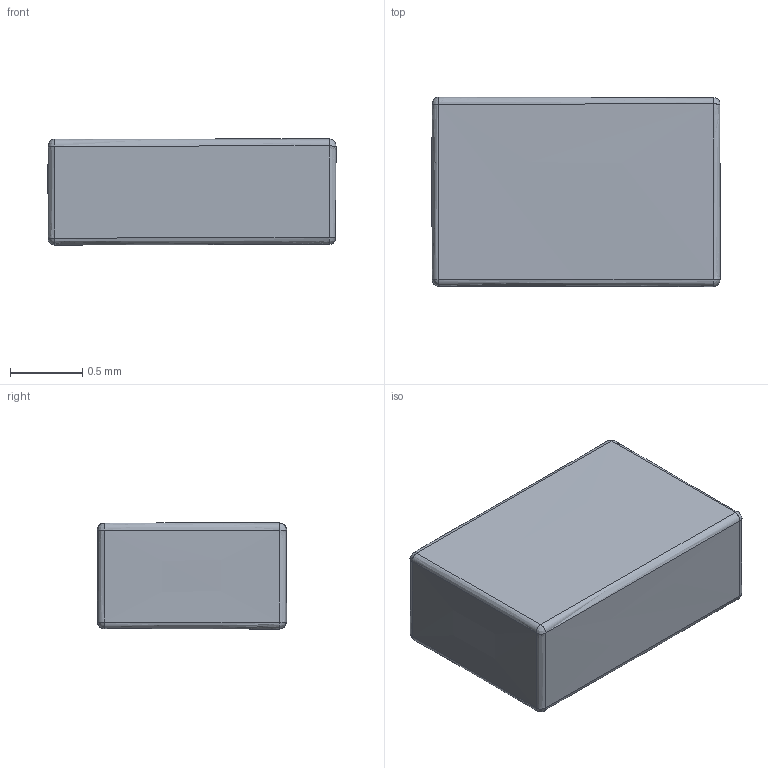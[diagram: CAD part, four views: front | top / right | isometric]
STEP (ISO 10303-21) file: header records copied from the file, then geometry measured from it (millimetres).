
FILE_DESCRIPTION(('Open CASCADE Model'),'2;1');
FILE_NAME('Open CASCADE Shape Model','2024-07-28T08:04:42',('Author'),( 'Open CASCADE'),'Open CASCADE STEP processor 7.5','Open CASCADE 7.5' ,'Unknown');
FILE_SCHEMA(('CONFIG_CONTROL_DESIGN'));
Length unit declared in the file: millimetre
Products named in the file (1): Open CASCADE STEP translator 7.5 3220
Bounding box: 1.99 x 1.31 x 0.73 mm (x, y, z)
Volume: 1.9 mm3; surface area: 9.7 mm2
Topology: 1 solids, 1 shells, 26 faces, 51 edges, 24 vertices
Faces by surface type: bspline 26
Entity records: 1814 total; most frequent: CARTESIAN_POINT 1111, B_SPLINE_CURVE_WITH_KNOTS 144, ORIENTED_EDGE 96, PCURVE 96, DEFINITIONAL_REPRESENTATION 96, EDGE_CURVE 48, SURFACE_CURVE 48, ADVANCED_FACE 26
